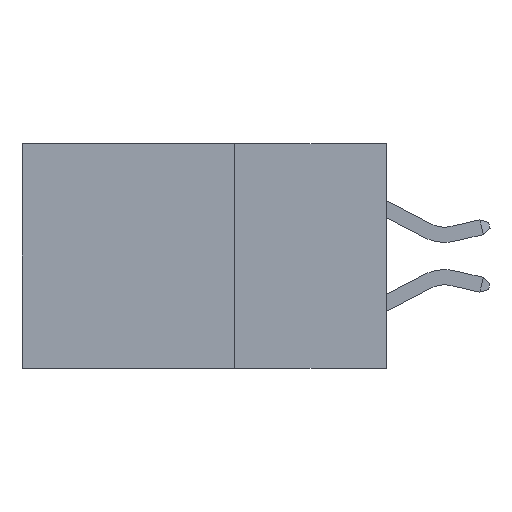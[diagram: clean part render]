
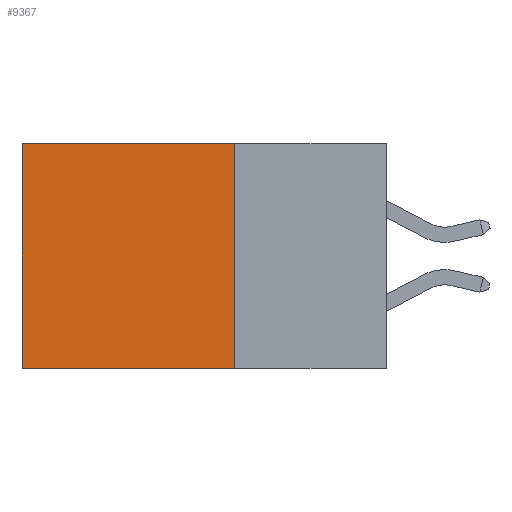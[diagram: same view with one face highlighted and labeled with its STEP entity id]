
A CAD part, left-side view. The second image highlights one B-rep face of the part: STEP entity #9367.
In plain terms, the highlighted planar face has unit normal (-1, 0, 0).
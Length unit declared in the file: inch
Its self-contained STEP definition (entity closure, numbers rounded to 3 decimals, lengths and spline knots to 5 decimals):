
#72 = VECTOR ( 'NONE', #4965, 39.37008 ) ;
#260 = PLANE ( 'NONE',  #2132 ) ;
#398 = VERTEX_POINT ( 'NONE', #4115 ) ;
#462 = EDGE_CURVE ( 'NONE', #5850, #1951, #11333, .T. ) ;
#784 = EDGE_CURVE ( 'NONE', #5779, #1951, #3219, .T. ) ;
#853 = CARTESIAN_POINT ( 'NONE',  ( 0.298, 0.25, -0.37 ) ) ;
#1456 = ORIENTED_EDGE ( 'NONE', *, *, #10322, .F. ) ;
#1515 = VECTOR ( 'NONE', #8867, 39.37008 ) ;
#1951 = VERTEX_POINT ( 'NONE', #10949 ) ;
#2132 = AXIS2_PLACEMENT_3D ( 'NONE', #6696, #7599, #2226 ) ;
#2226 = DIRECTION ( 'NONE',  ( 0., 0., -1. ) ) ;
#3111 = CARTESIAN_POINT ( 'NONE',  ( 0.298, 0.25, -0.37 ) ) ;
#3219 = LINE ( 'NONE', #3111, #5342 ) ;
#3349 = ORIENTED_EDGE ( 'NONE', *, *, #462, .T. ) ;
#4115 = CARTESIAN_POINT ( 'NONE',  ( 0.298, 0.25, 0. ) ) ;
#4498 = VECTOR ( 'NONE', #8829, 39.37008 ) ;
#4965 = DIRECTION ( 'NONE',  ( 0., 1., 0. ) ) ;
#5342 = VECTOR ( 'NONE', #5731, 39.37008 ) ;
#5731 = DIRECTION ( 'NONE',  ( 0., 1., 0. ) ) ;
#5779 = VERTEX_POINT ( 'NONE', #853 ) ;
#5834 = EDGE_CURVE ( 'NONE', #398, #5850, #9158, .T. ) ;
#5850 = VERTEX_POINT ( 'NONE', #11001 ) ;
#6258 = ORIENTED_EDGE ( 'NONE', *, *, #5834, .T. ) ;
#6389 = EDGE_LOOP ( 'NONE', ( #3349, #10332, #1456, #6258 ) ) ;
#6602 = LINE ( 'NONE', #11316, #1515 ) ;
#6696 = CARTESIAN_POINT ( 'NONE',  ( 0.298, 0.25, 0. ) ) ;
#7101 = CARTESIAN_POINT ( 'NONE',  ( 0.298, 0.25, 0. ) ) ;
#7599 = DIRECTION ( 'NONE',  ( 1., 0., 0. ) ) ;
#7663 = CARTESIAN_POINT ( 'NONE',  ( 0.298, 0.6, 0. ) ) ;
#8829 = DIRECTION ( 'NONE',  ( 0., 0., -1. ) ) ;
#8867 = DIRECTION ( 'NONE',  ( 0., 0., -1. ) ) ;
#9158 = LINE ( 'NONE', #7101, #72 ) ;
#9367 = ADVANCED_FACE ( 'NONE', ( #11129 ), #260, .F. ) ;
#10322 = EDGE_CURVE ( 'NONE', #398, #5779, #6602, .T. ) ;
#10332 = ORIENTED_EDGE ( 'NONE', *, *, #784, .F. ) ;
#10949 = CARTESIAN_POINT ( 'NONE',  ( 0.298, 0.6, -0.37 ) ) ;
#11001 = CARTESIAN_POINT ( 'NONE',  ( 0.298, 0.6, 0. ) ) ;
#11129 = FACE_OUTER_BOUND ( 'NONE', #6389, .T. ) ;
#11316 = CARTESIAN_POINT ( 'NONE',  ( 0.298, 0.25, 0. ) ) ;
#11333 = LINE ( 'NONE', #7663, #4498 ) ;
